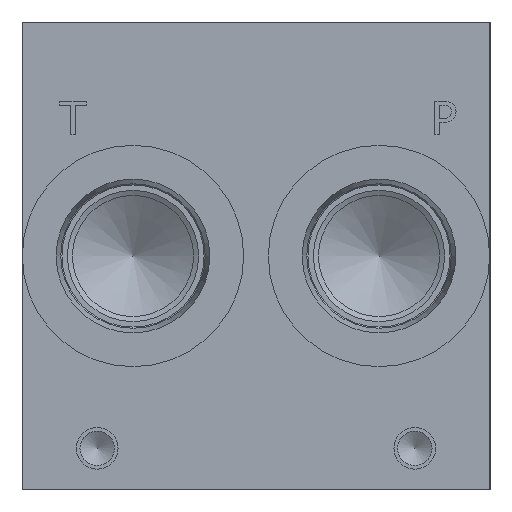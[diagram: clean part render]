
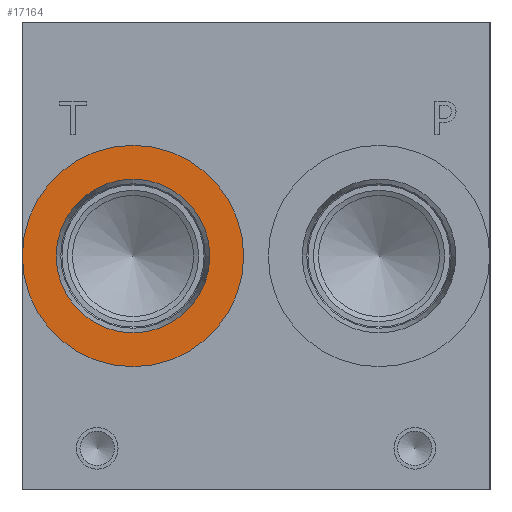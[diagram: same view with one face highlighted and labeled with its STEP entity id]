
A CAD part, left-side view. The second image highlights one B-rep face of the part: STEP entity #17164.
In plain terms, the highlighted planar face has unit normal (-1, 0, 0).
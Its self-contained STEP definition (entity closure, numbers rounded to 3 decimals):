
#733=CIRCLE('',#18148,21.019);
#734=CIRCLE('',#18149,21.019);
#735=CIRCLE('',#18151,14.592);
#736=CIRCLE('',#18152,14.592);
#1516=FACE_BOUND('',#3327,.T.);
#2313=FACE_OUTER_BOUND('',#3326,.T.);
#3326=EDGE_LOOP('',(#14504,#14505));
#3327=EDGE_LOOP('',(#14506,#14507));
#7867=VERTEX_POINT('',#29277);
#7868=VERTEX_POINT('',#29279);
#7869=VERTEX_POINT('',#29283);
#7870=VERTEX_POINT('',#29284);
#10172=EDGE_CURVE('',#7867,#7868,#733,.T.);
#10173=EDGE_CURVE('',#7868,#7867,#734,.T.);
#10174=EDGE_CURVE('',#7869,#7870,#735,.T.);
#10175=EDGE_CURVE('',#7870,#7869,#736,.T.);
#14504=ORIENTED_EDGE('',*,*,#10173,.F.);
#14505=ORIENTED_EDGE('',*,*,#10172,.F.);
#14506=ORIENTED_EDGE('',*,*,#10174,.T.);
#14507=ORIENTED_EDGE('',*,*,#10175,.T.);
#15828=PLANE('',#18150);
#17164=ADVANCED_FACE('',(#2313,#1516),#15828,.F.);
#18148=AXIS2_PLACEMENT_3D('',#29280,#21512,#21513);
#18149=AXIS2_PLACEMENT_3D('',#29281,#21514,#21515);
#18150=AXIS2_PLACEMENT_3D('',#29282,#21516,#21517);
#18151=AXIS2_PLACEMENT_3D('',#29285,#21518,#21519);
#18152=AXIS2_PLACEMENT_3D('',#29286,#21520,#21521);
#21512=DIRECTION('center_axis',(1.,0.,0.));
#21513=DIRECTION('ref_axis',(0.,0.,-1.));
#21514=DIRECTION('center_axis',(1.,0.,0.));
#21515=DIRECTION('ref_axis',(0.,0.,-1.));
#21516=DIRECTION('center_axis',(1.,0.,0.));
#21517=DIRECTION('ref_axis',(0.,0.,-1.));
#21518=DIRECTION('center_axis',(1.,0.,0.));
#21519=DIRECTION('ref_axis',(0.,0.,-1.));
#21520=DIRECTION('center_axis',(1.,0.,0.));
#21521=DIRECTION('ref_axis',(0.,0.,-1.));
#29277=CARTESIAN_POINT('',(0.787,67.818,23.432));
#29279=CARTESIAN_POINT('',(0.787,67.818,65.469));
#29280=CARTESIAN_POINT('Origin',(0.787,67.818,44.45));
#29281=CARTESIAN_POINT('Origin',(0.787,67.818,44.45));
#29282=CARTESIAN_POINT('Origin',(0.787,67.818,59.042));
#29283=CARTESIAN_POINT('',(0.787,67.818,59.042));
#29284=CARTESIAN_POINT('',(0.787,67.818,29.858));
#29285=CARTESIAN_POINT('Origin',(0.787,67.818,44.45));
#29286=CARTESIAN_POINT('Origin',(0.787,67.818,44.45));
